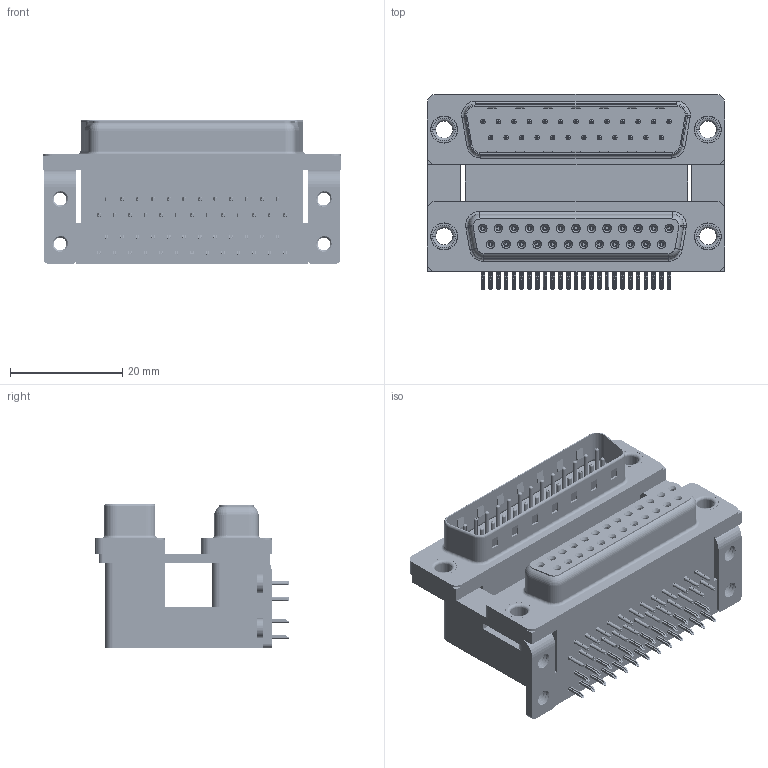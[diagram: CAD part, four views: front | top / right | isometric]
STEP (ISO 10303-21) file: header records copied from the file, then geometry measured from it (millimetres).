
FILE_DESCRIPTION (( 'STEP AP203' ), '1' );
FILE_NAME ('663-025-264-057.STEP', '2022-06-18T01:16:59', ( '' ), ( '' ), 'SwSTEP 2.0', 'SolidWorks 2020', '' );
FILE_SCHEMA (( 'CONFIG_CONTROL_DESIGN' ));
Length unit declared in the file: millimetre
Products named in the file (13): 663 Contact Bottom Lower; 663-025-264-057; 663 Contact Top Upper_M; 663 Shell Receptacle_25 Contacts; 663 Thru Hole Rivet; 663 Housing Spacer_25 Contacts M; 663 Shell Plug_25 Contacts; 663 Contact Bottom Upper_M; 663 Housing Lower_25 Contacts; 663 4-40 Threaded Board Mount; 663 Contact Top Lower; 663 Housing Upper_25 Contacts M; 663 Mounting Bracket_ThruM
Assembly tree (65 placements, depth 2):
  663-025-264-057
    663 Housing Lower_25 Contacts
    663 Housing Spacer_25 Contacts M
    663 Housing Upper_25 Contacts M
    663 Shell Receptacle_25 Contacts
    663 Shell Plug_25 Contacts
    663 Contact Bottom Lower  x12
    663 Contact Top Lower  x13
    663 Contact Bottom Upper_M  x12
    663 Contact Top Upper_M  x13
    663 Mounting Bracket_ThruM  x2
    663 4-40 Threaded Board Mount  x4
    663 Thru Hole Rivet  x4
Bounding box: 53.04 x 34.78 x 25.6 mm (x, y, z)
Volume: 22584 mm3; surface area: 24099.2 mm2
Topology: 65 solids, 65 shells, 6259 faces, 16065 edges, 10029 vertices
Faces by surface type: plane 3269, cylinder 1583, bspline 864, cone 340, torus 203
Entity records: 54797 total; most frequent: CARTESIAN_POINT 13195, ORIENTED_EDGE 8058, DIRECTION 7742, EDGE_CURVE 4029, LINE 2912, VECTOR 2912, VERTEX_POINT 2585, AXIS2_PLACEMENT_3D 2415
